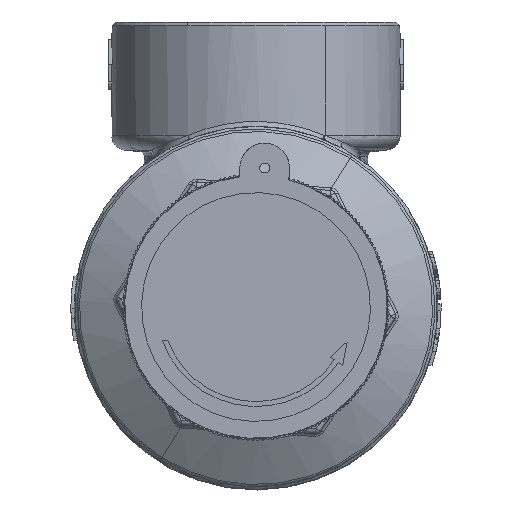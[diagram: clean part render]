
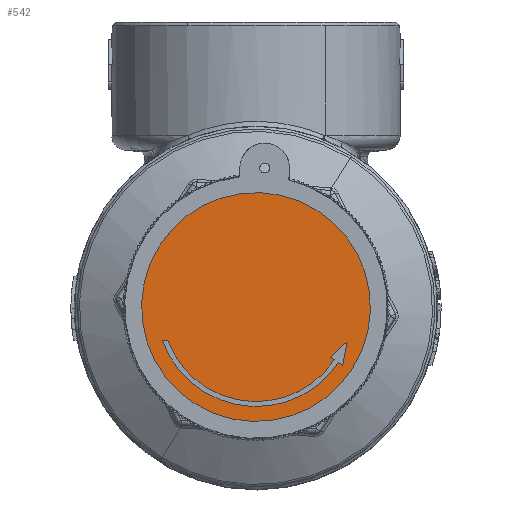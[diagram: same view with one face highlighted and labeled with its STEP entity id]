
A CAD part, top view. The second image highlights one B-rep face of the part: STEP entity #542.
In plain terms, the highlighted planar face has unit normal (0, 0, 1).
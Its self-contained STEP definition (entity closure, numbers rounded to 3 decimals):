
#42=CARTESIAN_POINT('Vertex',(12.261,19.459,142.2)) ;
#45=CARTESIAN_POINT('Axis2P3D Location',(0.,0.,142.2)) ;
#49=CARTESIAN_POINT('Vertex',(-12.261,-19.459,142.2)) ;
#389=CARTESIAN_POINT('Axis2P3D Location',(0.,0.,142.2)) ;
#475=CARTESIAN_POINT('Axis2P3D Location',(0.,0.,142.2)) ;
#484=CARTESIAN_POINT('Axis2P3D Location',(0.,0.,142.2)) ;
#488=CARTESIAN_POINT('Vertex',(16.593,-11.166,142.2)) ;
#490=CARTESIAN_POINT('Vertex',(-18.852,-6.678,142.2)) ;
#493=CARTESIAN_POINT('Line Origine',(-18.307,-6.712,142.2)) ;
#497=CARTESIAN_POINT('Vertex',(-17.762,-6.746,142.2)) ;
#500=CARTESIAN_POINT('Axis2P3D Location',(0.,0.,142.2)) ;
#504=CARTESIAN_POINT('Vertex',(15.766,-10.604,142.2)) ;
#507=CARTESIAN_POINT('Line Origine',(15.352,-10.323,142.2)) ;
#511=CARTESIAN_POINT('Vertex',(14.938,-10.042,142.2)) ;
#514=CARTESIAN_POINT('Line Origine',(16.619,-8.546,142.2)) ;
#518=CARTESIAN_POINT('Vertex',(18.299,-7.051,142.2)) ;
#521=CARTESIAN_POINT('Line Origine',(17.859,-9.389,142.2)) ;
#525=CARTESIAN_POINT('Vertex',(17.42,-11.728,142.2)) ;
#528=CARTESIAN_POINT('Line Origine',(17.007,-11.447,142.2)) ;
#495=VECTOR('Line Direction',#494,1.) ;
#509=VECTOR('Line Direction',#508,1.) ;
#516=VECTOR('Line Direction',#515,1.) ;
#523=VECTOR('Line Direction',#522,1.) ;
#530=VECTOR('Line Direction',#529,1.) ;
#46=DIRECTION('Axis2P3D Direction',(0.,0.,-1.)) ;
#390=DIRECTION('Axis2P3D Direction',(0.,0.,-1.)) ;
#476=DIRECTION('Axis2P3D Direction',(0.,0.,-1.)) ;
#477=DIRECTION('Axis2P3D XDirection',(1.,0.,0.)) ;
#485=DIRECTION('Axis2P3D Direction',(0.,0.,-1.)) ;
#494=DIRECTION('Vector Direction',(0.998,-0.062,0.)) ;
#501=DIRECTION('Axis2P3D Direction',(0.,0.,-1.)) ;
#508=DIRECTION('Vector Direction',(0.827,-0.562,0.)) ;
#515=DIRECTION('Vector Direction',(-0.747,-0.665,0.)) ;
#522=DIRECTION('Vector Direction',(0.185,0.983,0.)) ;
#529=DIRECTION('Vector Direction',(0.827,-0.562,0.)) ;
#47=AXIS2_PLACEMENT_3D('Circle Axis2P3D',#45,#46,$) ;
#391=AXIS2_PLACEMENT_3D('Circle Axis2P3D',#389,#390,$) ;
#478=AXIS2_PLACEMENT_3D('Plane Axis2P3D',#475,#476,#477) ;
#486=AXIS2_PLACEMENT_3D('Circle Axis2P3D',#484,#485,$) ;
#502=AXIS2_PLACEMENT_3D('Circle Axis2P3D',#500,#501,$) ;
#496=LINE('Line',#493,#495) ;
#510=LINE('Line',#507,#509) ;
#517=LINE('Line',#514,#516) ;
#524=LINE('Line',#521,#523) ;
#531=LINE('Line',#528,#530) ;
#48=CIRCLE('generated circle',#47,23.) ;
#392=CIRCLE('generated circle',#391,23.) ;
#487=CIRCLE('generated circle',#486,20.) ;
#503=CIRCLE('generated circle',#502,19.) ;
#479=PLANE('',#478) ;
#541=FACE_BOUND('',#533,.T.) ;
#51=EDGE_CURVE('',#43,#50,#48,.T.) ;
#393=EDGE_CURVE('',#50,#43,#392,.T.) ;
#492=EDGE_CURVE('',#489,#491,#487,.T.) ;
#499=EDGE_CURVE('',#491,#498,#496,.T.) ;
#506=EDGE_CURVE('',#505,#498,#503,.T.) ;
#513=EDGE_CURVE('',#512,#505,#510,.T.) ;
#520=EDGE_CURVE('',#519,#512,#517,.T.) ;
#527=EDGE_CURVE('',#526,#519,#524,.T.) ;
#532=EDGE_CURVE('',#489,#526,#531,.T.) ;
#481=ORIENTED_EDGE('',*,*,#51,.F.) ;
#482=ORIENTED_EDGE('',*,*,#393,.F.) ;
#534=ORIENTED_EDGE('',*,*,#492,.T.) ;
#535=ORIENTED_EDGE('',*,*,#499,.T.) ;
#536=ORIENTED_EDGE('',*,*,#506,.F.) ;
#537=ORIENTED_EDGE('',*,*,#513,.F.) ;
#538=ORIENTED_EDGE('',*,*,#520,.F.) ;
#539=ORIENTED_EDGE('',*,*,#527,.F.) ;
#540=ORIENTED_EDGE('',*,*,#532,.F.) ;
#480=EDGE_LOOP('',(#481,#482)) ;
#533=EDGE_LOOP('',(#534,#535,#536,#537,#538,#539,#540)) ;
#43=VERTEX_POINT('',#42) ;
#50=VERTEX_POINT('',#49) ;
#489=VERTEX_POINT('',#488) ;
#491=VERTEX_POINT('',#490) ;
#498=VERTEX_POINT('',#497) ;
#505=VERTEX_POINT('',#504) ;
#512=VERTEX_POINT('',#511) ;
#519=VERTEX_POINT('',#518) ;
#526=VERTEX_POINT('',#525) ;
#542=ADVANCED_FACE('PartBody',(#483,#541),#479,.F.) ;
#483=FACE_OUTER_BOUND('',#480,.T.) ;
